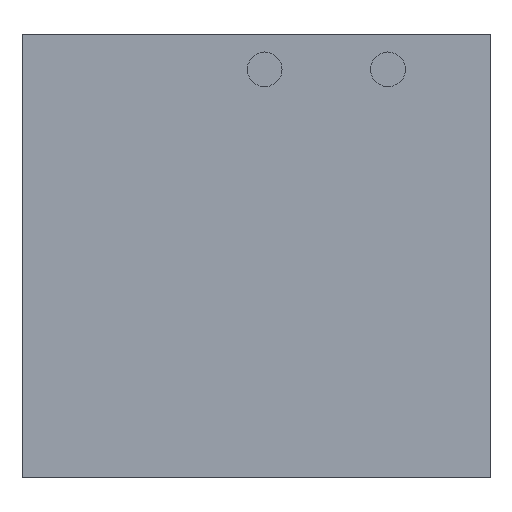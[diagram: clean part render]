
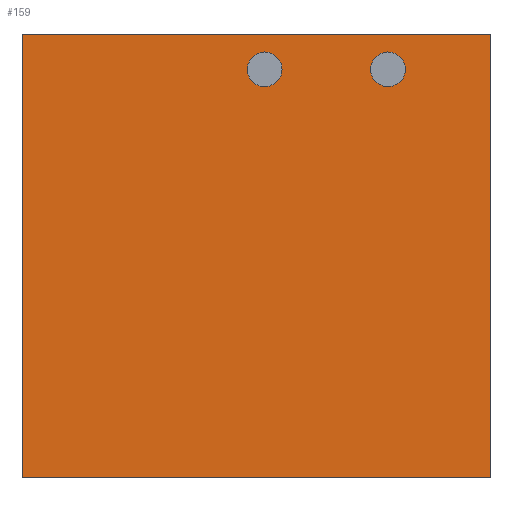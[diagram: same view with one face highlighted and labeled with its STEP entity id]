
A CAD part, front view. The second image highlights one B-rep face of the part: STEP entity #159.
In plain terms, the highlighted planar face has unit normal (0, -1, 0).
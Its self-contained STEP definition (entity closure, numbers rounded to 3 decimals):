
#3 = AXIS2_PLACEMENT_3D ( 'NONE', #73, #233, #93 ) ;
#20 = ORIENTED_EDGE ( 'NONE', *, *, #51, .F. ) ;
#25 = CIRCLE ( 'NONE', #347, 1. ) ;
#34 = CIRCLE ( 'NONE', #169, 1. ) ;
#35 = VERTEX_POINT ( 'NONE', #174 ) ;
#42 = ORIENTED_EDGE ( 'NONE', *, *, #244, .T. ) ;
#44 = CARTESIAN_POINT ( 'NONE',  ( -26.95, 0., 25.5 ) ) ;
#45 = ORIENTED_EDGE ( 'NONE', *, *, #301, .F. ) ;
#47 = CARTESIAN_POINT ( 'NONE',  ( -12.975, 0., 23.5 ) ) ;
#50 = DIRECTION ( 'NONE',  ( 0., -1., 0. ) ) ;
#51 = EDGE_CURVE ( 'NONE', #300, #35, #57, .T. ) ;
#54 = VERTEX_POINT ( 'NONE', #357 ) ;
#57 = CIRCLE ( 'NONE', #316, 1. ) ;
#62 = LINE ( 'NONE', #44, #123 ) ;
#68 = CARTESIAN_POINT ( 'NONE',  ( -26.95, 0., 0. ) ) ;
#73 = CARTESIAN_POINT ( 'NONE',  ( -26.95, 0., 25.5 ) ) ;
#75 = AXIS2_PLACEMENT_3D ( 'NONE', #47, #50, #183 ) ;
#81 = DIRECTION ( 'NONE',  ( 0., 0., 1. ) ) ;
#88 = VERTEX_POINT ( 'NONE', #234 ) ;
#90 = CARTESIAN_POINT ( 'NONE',  ( -5.875, 0., 23.5 ) ) ;
#93 = DIRECTION ( 'NONE',  ( 0., 0., 1. ) ) ;
#94 = CARTESIAN_POINT ( 'NONE',  ( -12.975, 0., 23.5 ) ) ;
#101 = CIRCLE ( 'NONE', #75, 1. ) ;
#106 = LINE ( 'NONE', #68, #354 ) ;
#114 = VECTOR ( 'NONE', #296, 1000. ) ;
#117 = EDGE_LOOP ( 'NONE', ( #200, #45, #340, #42 ) ) ;
#118 = DIRECTION ( 'NONE',  ( 0., 0., 1. ) ) ;
#123 = VECTOR ( 'NONE', #341, 1000. ) ;
#131 = DIRECTION ( 'NONE',  ( 0., 0., 1. ) ) ;
#133 = CARTESIAN_POINT ( 'NONE',  ( 0., 0., 25.5 ) ) ;
#155 = ORIENTED_EDGE ( 'NONE', *, *, #270, .F. ) ;
#156 = CARTESIAN_POINT ( 'NONE',  ( 0., 0., 0. ) ) ;
#157 = DIRECTION ( 'NONE',  ( 0., -1., 0. ) ) ;
#159 = ADVANCED_FACE ( 'NONE', ( #252, #278, #236 ), #259, .F. ) ;
#169 = AXIS2_PLACEMENT_3D ( 'NONE', #344, #157, #81 ) ;
#174 = CARTESIAN_POINT ( 'NONE',  ( -5.875, 0., 24.5 ) ) ;
#175 = DIRECTION ( 'NONE',  ( 1., 0., 0. ) ) ;
#183 = DIRECTION ( 'NONE',  ( 0., 0., 1. ) ) ;
#187 = EDGE_CURVE ( 'NONE', #298, #271, #106, .T. ) ;
#192 = VERTEX_POINT ( 'NONE', #287 ) ;
#193 = EDGE_CURVE ( 'NONE', #88, #54, #25, .T. ) ;
#195 = LINE ( 'NONE', #216, #250 ) ;
#200 = ORIENTED_EDGE ( 'NONE', *, *, #187, .T. ) ;
#202 = DIRECTION ( 'NONE',  ( 0., -1., 0. ) ) ;
#208 = ORIENTED_EDGE ( 'NONE', *, *, #328, .F. ) ;
#214 = CARTESIAN_POINT ( 'NONE',  ( -5.875, 0., 22.5 ) ) ;
#216 = CARTESIAN_POINT ( 'NONE',  ( -26.95, 0., 25.5 ) ) ;
#220 = CARTESIAN_POINT ( 'NONE',  ( -26.95, 0., 0. ) ) ;
#233 = DIRECTION ( 'NONE',  ( 0., 1., 0. ) ) ;
#234 = CARTESIAN_POINT ( 'NONE',  ( -12.975, 0., 24.5 ) ) ;
#236 = FACE_OUTER_BOUND ( 'NONE', #117, .T. ) ;
#243 = CARTESIAN_POINT ( 'NONE',  ( 0., 0., 25.5 ) ) ;
#244 = EDGE_CURVE ( 'NONE', #192, #298, #195, .T. ) ;
#250 = VECTOR ( 'NONE', #345, 1000. ) ;
#252 = FACE_BOUND ( 'NONE', #320, .T. ) ;
#259 = PLANE ( 'NONE',  #3 ) ;
#270 = EDGE_CURVE ( 'NONE', #54, #88, #101, .T. ) ;
#271 = VERTEX_POINT ( 'NONE', #156 ) ;
#277 = VERTEX_POINT ( 'NONE', #243 ) ;
#278 = FACE_BOUND ( 'NONE', #356, .T. ) ;
#287 = CARTESIAN_POINT ( 'NONE',  ( -26.95, 0., 25.5 ) ) ;
#296 = DIRECTION ( 'NONE',  ( 0., 0., -1. ) ) ;
#297 = EDGE_CURVE ( 'NONE', #192, #277, #62, .T. ) ;
#298 = VERTEX_POINT ( 'NONE', #220 ) ;
#300 = VERTEX_POINT ( 'NONE', #214 ) ;
#301 = EDGE_CURVE ( 'NONE', #277, #271, #355, .T. ) ;
#309 = DIRECTION ( 'NONE',  ( 0., -1., 0. ) ) ;
#316 = AXIS2_PLACEMENT_3D ( 'NONE', #90, #202, #118 ) ;
#320 = EDGE_LOOP ( 'NONE', ( #208, #20 ) ) ;
#328 = EDGE_CURVE ( 'NONE', #35, #300, #34, .T. ) ;
#340 = ORIENTED_EDGE ( 'NONE', *, *, #297, .F. ) ;
#341 = DIRECTION ( 'NONE',  ( 1., 0., 0. ) ) ;
#344 = CARTESIAN_POINT ( 'NONE',  ( -5.875, 0., 23.5 ) ) ;
#345 = DIRECTION ( 'NONE',  ( 0., 0., -1. ) ) ;
#347 = AXIS2_PLACEMENT_3D ( 'NONE', #94, #309, #131 ) ;
#354 = VECTOR ( 'NONE', #175, 1000. ) ;
#355 = LINE ( 'NONE', #133, #114 ) ;
#356 = EDGE_LOOP ( 'NONE', ( #361, #155 ) ) ;
#357 = CARTESIAN_POINT ( 'NONE',  ( -12.975, 0., 22.5 ) ) ;
#361 = ORIENTED_EDGE ( 'NONE', *, *, #193, .F. ) ;
